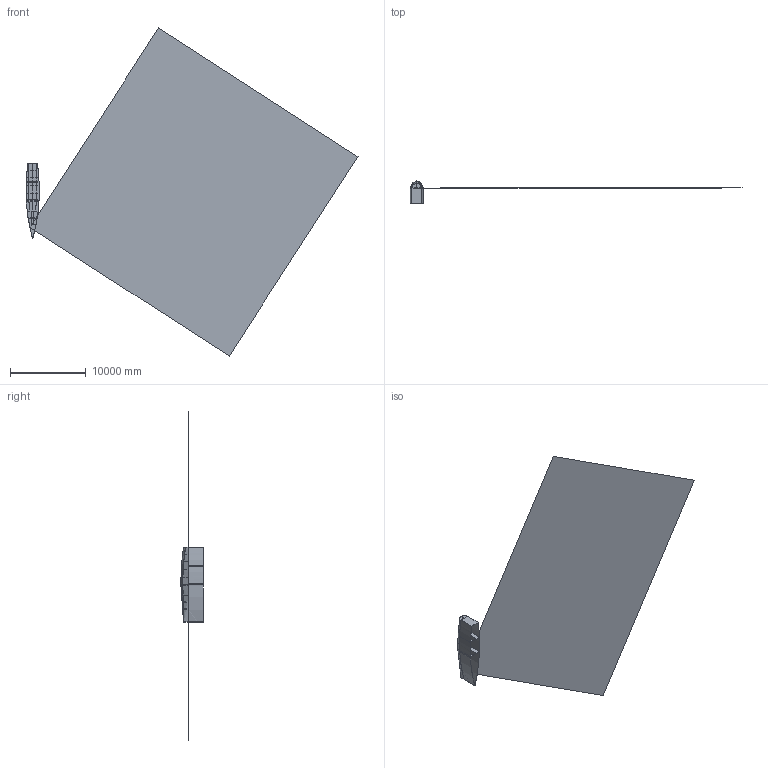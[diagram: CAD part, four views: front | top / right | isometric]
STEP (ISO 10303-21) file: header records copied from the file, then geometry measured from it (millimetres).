
FILE_DESCRIPTION(('FreeCAD Model'),'2;1');
FILE_NAME('Open CASCADE Shape Model','2025-05-04T00:42:14',('FreeCAD'),( 'FreeCAD'),'Open CASCADE STEP processor 7.6','FreeCAD','Unknown');
FILE_SCHEMA(('AUTOMOTIVE_DESIGN { 1 0 10303 214 1 1 1 1 }'));
Length unit declared in the file: millimetre
Products named in the file (1): Open CASCADE STEP translator 7.6 1
Bounding box: 43912.37 x 2960.98 x 43404.4 mm (x, y, z)
Volume: 1224382247.4 mm3
Topology: 2 solids, 36 shells, 284 faces, 634 edges, 419 vertices
Faces by surface type: plane 185, bspline 56, cylinder 40, sphere 2, cone 1
Full cylindrical faces by diameter (mm): 44393.22 x1
Entity records: 10464 total; most frequent: CARTESIAN_POINT 4505, ORIENTED_EDGE 1272, DIRECTION 1083, EDGE_CURVE 636, VERTEX_POINT 419, AXIS2_PLACEMENT_3D 368, LINE 347, VECTOR 347
